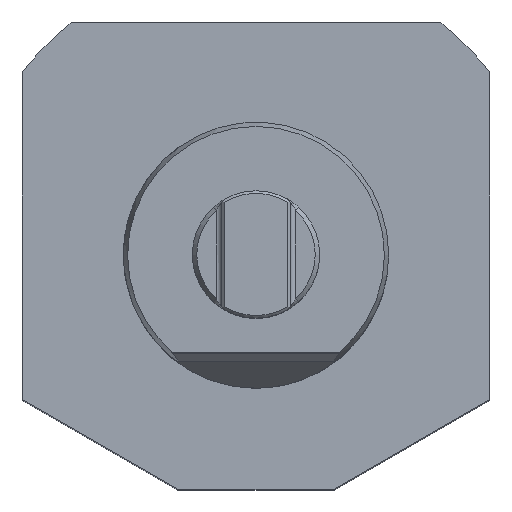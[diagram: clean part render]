
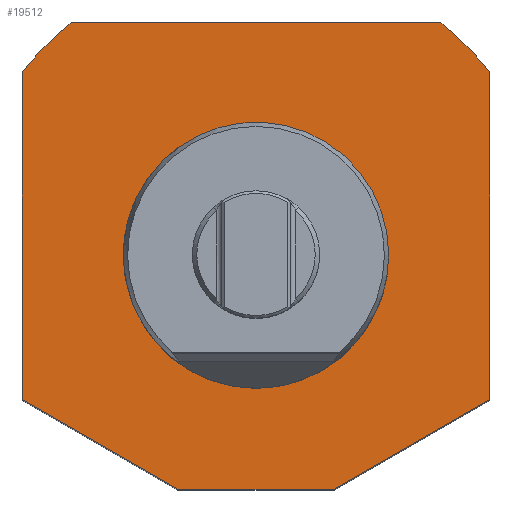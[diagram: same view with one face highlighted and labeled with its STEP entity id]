
A CAD part, top view. The second image highlights one B-rep face of the part: STEP entity #19512.
In plain terms, the highlighted planar face has unit normal (0, 0, 1).
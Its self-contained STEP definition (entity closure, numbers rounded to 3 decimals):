
#120 = CARTESIAN_POINT ( 'NONE',  ( 0., 0., -70. ) ) ;
#238 = CARTESIAN_POINT ( 'NONE',  ( 0., 0., -70. ) ) ;
#592 = LINE ( 'NONE', #2376, #16626 ) ;
#1172 = CIRCLE ( 'NONE', #19007, 24.6 ) ;
#1341 = EDGE_CURVE ( 'NONE', #20483, #21837, #4492, .T. ) ;
#1451 = DIRECTION ( 'NONE',  ( 0., 0., 1. ) ) ;
#1999 = VERTEX_POINT ( 'NONE', #6289 ) ;
#2247 = CARTESIAN_POINT ( 'NONE',  ( -44., 34.641, -70. ) ) ;
#2376 = CARTESIAN_POINT ( 'NONE',  ( 34.641, 44., -70. ) ) ;
#2823 = EDGE_CURVE ( 'NONE', #4509, #5396, #8173, .T. ) ;
#3911 = PLANE ( 'NONE',  #5143 ) ;
#3990 = CARTESIAN_POINT ( 'NONE',  ( 44., 34.641, -70. ) ) ;
#4492 = LINE ( 'NONE', #17378, #18602 ) ;
#4509 = VERTEX_POINT ( 'NONE', #2247 ) ;
#4512 = VECTOR ( 'NONE', #7120, 1000. ) ;
#4799 = VERTEX_POINT ( 'NONE', #13517 ) ;
#4947 = DIRECTION ( 'NONE',  ( 0., 0., 1. ) ) ;
#5143 = AXIS2_PLACEMENT_3D ( 'NONE', #120, #9237, #14606 ) ;
#5396 = VERTEX_POINT ( 'NONE', #15776 ) ;
#5551 = LINE ( 'NONE', #14379, #21396 ) ;
#5911 = VECTOR ( 'NONE', #22651, 1000. ) ;
#6289 = CARTESIAN_POINT ( 'NONE',  ( 44., -27.135, -70. ) ) ;
#7113 = CARTESIAN_POINT ( 'NONE',  ( -14.79, -44., -70. ) ) ;
#7120 = DIRECTION ( 'NONE',  ( 0.866, -0.5, 0. ) ) ;
#7164 = CARTESIAN_POINT ( 'NONE',  ( 0., 0., -70. ) ) ;
#7170 = DIRECTION ( 'NONE',  ( 1., 0., 0. ) ) ;
#7375 = CIRCLE ( 'NONE', #19959, 56. ) ;
#7420 = ORIENTED_EDGE ( 'NONE', *, *, #21142, .F. ) ;
#7754 = VERTEX_POINT ( 'NONE', #3990 ) ;
#7862 = AXIS2_PLACEMENT_3D ( 'NONE', #8204, #1451, #10401 ) ;
#8173 = LINE ( 'NONE', #17127, #5911 ) ;
#8198 = CARTESIAN_POINT ( 'NONE',  ( -34.641, 44., -70. ) ) ;
#8204 = CARTESIAN_POINT ( 'NONE',  ( 0., 0., -70. ) ) ;
#8815 = EDGE_CURVE ( 'NONE', #13509, #10982, #592, .T. ) ;
#8960 = LINE ( 'NONE', #14321, #9328 ) ;
#9237 = DIRECTION ( 'NONE',  ( 0., 0., 1. ) ) ;
#9294 = CARTESIAN_POINT ( 'NONE',  ( -44., -27.135, -70. ) ) ;
#9328 = VECTOR ( 'NONE', #19511, 1000. ) ;
#9400 = LINE ( 'NONE', #9294, #4512 ) ;
#10401 = DIRECTION ( 'NONE',  ( 1., 0., 0. ) ) ;
#10982 = VERTEX_POINT ( 'NONE', #8198 ) ;
#11101 = DIRECTION ( 'NONE',  ( 0.866, 0.5, 0. ) ) ;
#11136 = EDGE_LOOP ( 'NONE', ( #7420 ) ) ;
#11216 = ORIENTED_EDGE ( 'NONE', *, *, #18054, .T. ) ;
#12390 = FACE_OUTER_BOUND ( 'NONE', #20766, .T. ) ;
#13053 = EDGE_CURVE ( 'NONE', #5396, #20483, #9400, .T. ) ;
#13509 = VERTEX_POINT ( 'NONE', #18333 ) ;
#13517 = CARTESIAN_POINT ( 'NONE',  ( -24.6, 0., -70. ) ) ;
#13555 = EDGE_CURVE ( 'NONE', #7754, #13509, #17909, .T. ) ;
#13840 = ORIENTED_EDGE ( 'NONE', *, *, #13053, .T. ) ;
#14131 = DIRECTION ( 'NONE',  ( -1., 0., 0. ) ) ;
#14321 = CARTESIAN_POINT ( 'NONE',  ( 44., -27.135, -70. ) ) ;
#14379 = CARTESIAN_POINT ( 'NONE',  ( 14.79, -44., -70. ) ) ;
#14606 = DIRECTION ( 'NONE',  ( 1., 0., 0. ) ) ;
#15186 = ORIENTED_EDGE ( 'NONE', *, *, #20393, .T. ) ;
#15776 = CARTESIAN_POINT ( 'NONE',  ( -44., -27.135, -70. ) ) ;
#16279 = ORIENTED_EDGE ( 'NONE', *, *, #2823, .T. ) ;
#16330 = DIRECTION ( 'NONE',  ( 0., 0., 1. ) ) ;
#16626 = VECTOR ( 'NONE', #21510, 1000. ) ;
#17127 = CARTESIAN_POINT ( 'NONE',  ( -44., 34.641, -70. ) ) ;
#17378 = CARTESIAN_POINT ( 'NONE',  ( -14.79, -44., -70. ) ) ;
#17909 = CIRCLE ( 'NONE', #7862, 56. ) ;
#18032 = EDGE_CURVE ( 'NONE', #10982, #4509, #7375, .T. ) ;
#18054 = EDGE_CURVE ( 'NONE', #21837, #1999, #5551, .T. ) ;
#18333 = CARTESIAN_POINT ( 'NONE',  ( 34.641, 44., -70. ) ) ;
#18602 = VECTOR ( 'NONE', #7170, 1000. ) ;
#19007 = AXIS2_PLACEMENT_3D ( 'NONE', #7164, #4947, #14131 ) ;
#19381 = ORIENTED_EDGE ( 'NONE', *, *, #18032, .T. ) ;
#19511 = DIRECTION ( 'NONE',  ( 0., 1., 0. ) ) ;
#19512 = ADVANCED_FACE ( 'NONE', ( #22904, #12390 ), #3911, .T. ) ;
#19877 = ORIENTED_EDGE ( 'NONE', *, *, #13555, .T. ) ;
#19906 = DIRECTION ( 'NONE',  ( 1., 0., 0. ) ) ;
#19959 = AXIS2_PLACEMENT_3D ( 'NONE', #238, #16330, #19906 ) ;
#20217 = ORIENTED_EDGE ( 'NONE', *, *, #1341, .T. ) ;
#20393 = EDGE_CURVE ( 'NONE', #1999, #7754, #8960, .T. ) ;
#20483 = VERTEX_POINT ( 'NONE', #7113 ) ;
#20766 = EDGE_LOOP ( 'NONE', ( #11216, #15186, #19877, #21122, #19381, #16279, #13840, #20217 ) ) ;
#21122 = ORIENTED_EDGE ( 'NONE', *, *, #8815, .T. ) ;
#21142 = EDGE_CURVE ( 'NONE', #4799, #4799, #1172, .T. ) ;
#21396 = VECTOR ( 'NONE', #11101, 1000. ) ;
#21510 = DIRECTION ( 'NONE',  ( -1., 0., 0. ) ) ;
#21837 = VERTEX_POINT ( 'NONE', #22761 ) ;
#22651 = DIRECTION ( 'NONE',  ( 0., -1., 0. ) ) ;
#22761 = CARTESIAN_POINT ( 'NONE',  ( 14.79, -44., -70. ) ) ;
#22904 = FACE_BOUND ( 'NONE', #11136, .T. ) ;
